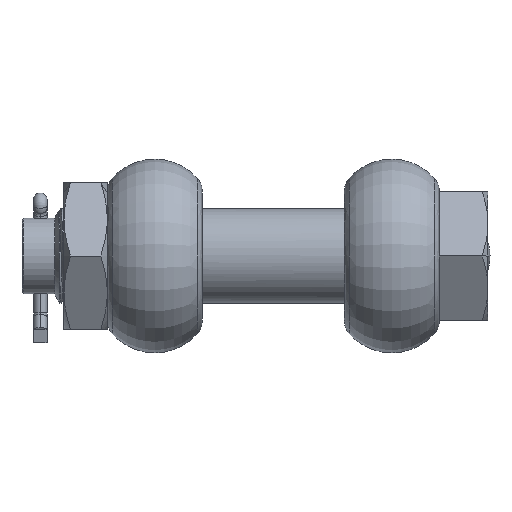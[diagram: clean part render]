
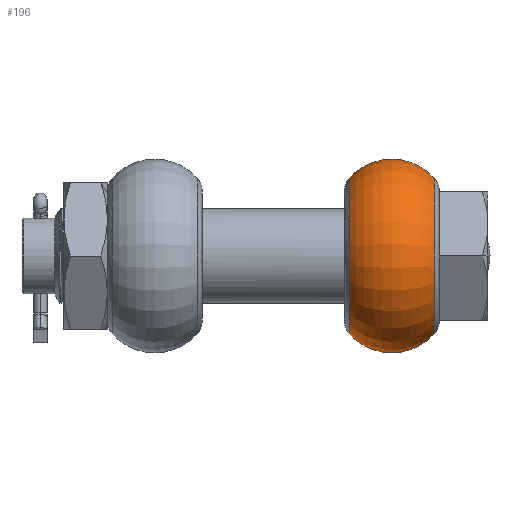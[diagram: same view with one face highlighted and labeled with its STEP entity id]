
A CAD part, front view. The second image highlights one B-rep face of the part: STEP entity #196.
In plain terms, the highlighted toroidal (fillet/blend) face has major radius 29.5 mm and minor radius 42 mm.
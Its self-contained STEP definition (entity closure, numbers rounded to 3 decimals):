
#196=ADVANCED_FACE('NONE',(#1197),#1198,.T.);
#1197=FACE_OUTER_BOUND('',#6094,.T.);
#1198=TOROIDAL_SURFACE('',#6095,29.5,42.);
#6094=EDGE_LOOP('',(#17185,#17186,#17187,#17188));
#6095=AXIS2_PLACEMENT_3D('',#17189,#17190,#17191);
#17185=ORIENTED_EDGE('',*,*,#23230,.F.);
#17186=ORIENTED_EDGE('',*,*,#23236,.T.);
#17187=ORIENTED_EDGE('',*,*,#23237,.T.);
#17188=ORIENTED_EDGE('',*,*,#23238,.F.);
#17189=CARTESIAN_POINT('',(87.5,0.,0.0));
#17190=DIRECTION('',(1.0,-0.0,0.0));
#17191=DIRECTION('',(0.0,0.0,-1.0));
#23230=EDGE_CURVE('NONE',#26210,#26212,#26213,.T.);
#23236=EDGE_CURVE('NONE',#26210,#26223,#26224,.T.);
#23237=EDGE_CURVE('NONE',#26223,#26225,#26226,.T.);
#23238=EDGE_CURVE('NONE',#26212,#26225,#26227,.T.);
#26210=VERTEX_POINT('NONE',#34752);
#26212=VERTEX_POINT('NONE',#34754);
#26213=CIRCLE('',#34755,42.);
#26223=VERTEX_POINT('NONE',#34853);
#26224=CIRCLE('',#34854,57.28);
#26225=VERTEX_POINT('NONE',#34855);
#26226=CIRCLE('',#34856,42.);
#26227=CIRCLE('',#34857,57.28);
#34752=CARTESIAN_POINT('',(56.,0.,57.28));
#34754=CARTESIAN_POINT('',(119.,0.,57.28));
#34755=AXIS2_PLACEMENT_3D('',#46877,#46878,#46879);
#34853=CARTESIAN_POINT('',(56.,0.,-57.28));
#34854=AXIS2_PLACEMENT_3D('',#46883,#46884,#46885);
#34855=CARTESIAN_POINT('',(119.,0.,-57.28));
#34856=AXIS2_PLACEMENT_3D('',#46886,#46887,#46888);
#34857=AXIS2_PLACEMENT_3D('',#46889,#46890,#46891);
#46877=CARTESIAN_POINT('',(87.5,0.,29.5));
#46878=DIRECTION('',(-0.0,1.0,0.));
#46879=DIRECTION('',(0.0,0.,1.0));
#46883=CARTESIAN_POINT('',(56.,0.0,0.0));
#46884=DIRECTION('',(1.0,0.0,0.0));
#46885=DIRECTION('',(0.0,0.,-1.0));
#46886=CARTESIAN_POINT('',(87.5,0.,-29.5));
#46887=DIRECTION('',(0.0,-1.0,0.0));
#46888=DIRECTION('',(0.0,0.0,-1.0));
#46889=CARTESIAN_POINT('',(119.,0.,0.));
#46890=DIRECTION('',(1.0,0.,0.));
#46891=DIRECTION('',(0.,-1.0,0.0));
